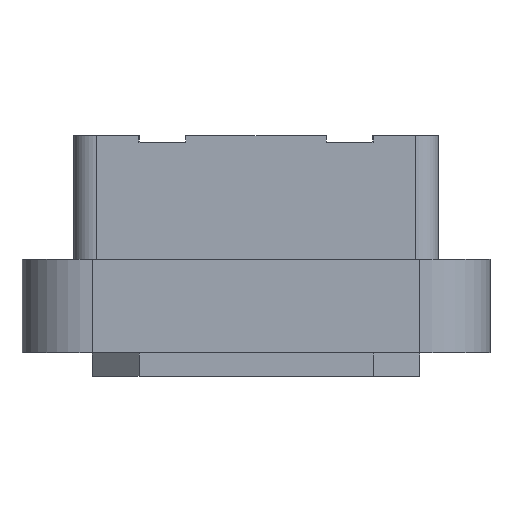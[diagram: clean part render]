
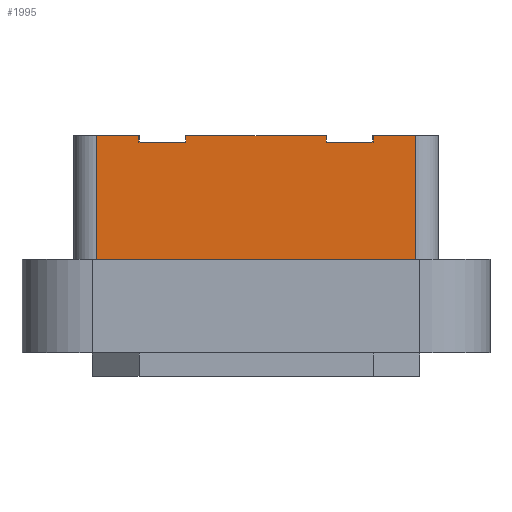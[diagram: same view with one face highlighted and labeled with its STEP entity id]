
A CAD part, left-side view. The second image highlights one B-rep face of the part: STEP entity #1995.
In plain terms, the highlighted planar face has unit normal (-1, 0, 0).
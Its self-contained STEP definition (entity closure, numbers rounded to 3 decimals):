
#625=LINE('',#10506,#1245);
#631=LINE('',#10524,#1251);
#642=LINE('',#10549,#1262);
#657=LINE('',#10587,#1277);
#658=LINE('',#10589,#1278);
#659=LINE('',#10590,#1279);
#660=LINE('',#10592,#1280);
#661=LINE('',#10594,#1281);
#662=LINE('',#10596,#1282);
#663=LINE('',#10598,#1283);
#664=LINE('',#10600,#1284);
#665=LINE('',#10602,#1285);
#1245=VECTOR('',#8237,1.);
#1251=VECTOR('',#8251,1.);
#1262=VECTOR('',#8270,1.);
#1277=VECTOR('',#8301,1.);
#1278=VECTOR('',#8302,1.);
#1279=VECTOR('',#8303,1.);
#1280=VECTOR('',#8304,1.);
#1281=VECTOR('',#8305,1.);
#1282=VECTOR('',#8306,1.);
#1283=VECTOR('',#8307,1.);
#1284=VECTOR('',#8308,1.);
#1285=VECTOR('',#8309,1.);
#1995=ADVANCED_FACE('',(#2581),#2314,.T.);
#2314=PLANE('',#7070);
#2581=FACE_OUTER_BOUND('',#2964,.T.);
#2964=EDGE_LOOP('',(#4134,#4135,#4136,#4137,#4138,#4139,#4140,#4141,#4142,
#4143,#4144,#4145));
#4134=ORIENTED_EDGE('',*,*,#6173,.T.);
#4135=ORIENTED_EDGE('',*,*,#6193,.F.);
#4136=ORIENTED_EDGE('',*,*,#6194,.F.);
#4137=ORIENTED_EDGE('',*,*,#6161,.T.);
#4138=ORIENTED_EDGE('',*,*,#6152,.T.);
#4139=ORIENTED_EDGE('',*,*,#6195,.F.);
#4140=ORIENTED_EDGE('',*,*,#6196,.T.);
#4141=ORIENTED_EDGE('',*,*,#6197,.T.);
#4142=ORIENTED_EDGE('',*,*,#6198,.F.);
#4143=ORIENTED_EDGE('',*,*,#6199,.F.);
#4144=ORIENTED_EDGE('',*,*,#6200,.F.);
#4145=ORIENTED_EDGE('',*,*,#6201,.T.);
#5375=VERTEX_POINT('',#10505);
#5376=VERTEX_POINT('',#10507);
#5384=VERTEX_POINT('',#10525);
#5393=VERTEX_POINT('',#10548);
#5394=VERTEX_POINT('',#10550);
#5409=VERTEX_POINT('',#10588);
#5410=VERTEX_POINT('',#10591);
#5411=VERTEX_POINT('',#10593);
#5412=VERTEX_POINT('',#10595);
#5413=VERTEX_POINT('',#10597);
#5414=VERTEX_POINT('',#10599);
#5415=VERTEX_POINT('',#10601);
#6152=EDGE_CURVE('',#5376,#5375,#625,.T.);
#6161=EDGE_CURVE('',#5384,#5376,#631,.T.);
#6173=EDGE_CURVE('',#5394,#5393,#642,.T.);
#6193=EDGE_CURVE('',#5409,#5393,#657,.T.);
#6194=EDGE_CURVE('',#5384,#5409,#658,.T.);
#6195=EDGE_CURVE('',#5410,#5375,#659,.T.);
#6196=EDGE_CURVE('',#5410,#5411,#660,.T.);
#6197=EDGE_CURVE('',#5411,#5412,#661,.T.);
#6198=EDGE_CURVE('',#5413,#5412,#662,.T.);
#6199=EDGE_CURVE('',#5414,#5413,#663,.T.);
#6200=EDGE_CURVE('',#5415,#5414,#664,.T.);
#6201=EDGE_CURVE('',#5415,#5394,#665,.T.);
#7070=AXIS2_PLACEMENT_3D('',#10603,#8310,#8311);
#8237=DIRECTION('',(0.,-1.,0.));
#8251=DIRECTION('',(0.,0.,-1.));
#8270=DIRECTION('',(0.,1.,0.));
#8301=DIRECTION('',(0.,0.,-1.));
#8302=DIRECTION('',(0.,-1.,0.));
#8303=DIRECTION('',(0.,0.,-1.));
#8304=DIRECTION('',(0.,1.,0.));
#8305=DIRECTION('',(0.,0.,-1.));
#8306=DIRECTION('',(0.,-1.,0.));
#8307=DIRECTION('',(0.,0.,-1.));
#8308=DIRECTION('',(0.,-1.,0.));
#8309=DIRECTION('',(0.,0.,-1.));
#8310=DIRECTION('',(-1.,0.,0.));
#8311=DIRECTION('',(0.,1.,0.));
#10505=CARTESIAN_POINT('',(-105.001,-34.003,-5.001));
#10506=CARTESIAN_POINT('',(-105.,-10.497,-5.));
#10507=CARTESIAN_POINT('',(-104.999,34.003,-4.999));
#10524=CARTESIAN_POINT('',(-104.999,34.003,-4.999));
#10525=CARTESIAN_POINT('',(-104.999,34.002,26.44));
#10548=CARTESIAN_POINT('',(-104.999,25.,25.04));
#10549=CARTESIAN_POINT('',(-104.999,26.91,25.04));
#10550=CARTESIAN_POINT('',(-105.,15.,25.04));
#10587=CARTESIAN_POINT('',(-104.999,25.,26.44));
#10588=CARTESIAN_POINT('',(-104.999,25.,26.44));
#10589=CARTESIAN_POINT('',(-104.995,148.499,26.44));
#10590=CARTESIAN_POINT('',(-105.001,-34.002,26.443));
#10591=CARTESIAN_POINT('',(-105.001,-34.002,26.44));
#10592=CARTESIAN_POINT('',(-104.999,26.91,26.44));
#10593=CARTESIAN_POINT('',(-105.001,-25.,26.44));
#10594=CARTESIAN_POINT('',(-105.001,-25.,26.44));
#10595=CARTESIAN_POINT('',(-105.001,-25.,25.04));
#10596=CARTESIAN_POINT('',(-105.002,-80.338,25.04));
#10597=CARTESIAN_POINT('',(-105.,-15.,25.04));
#10598=CARTESIAN_POINT('',(-105.,-15.,26.44));
#10599=CARTESIAN_POINT('',(-105.,-15.,26.44));
#10600=CARTESIAN_POINT('',(-104.995,148.499,26.44));
#10601=CARTESIAN_POINT('',(-105.,15.,26.44));
#10602=CARTESIAN_POINT('',(-105.,15.,25.58));
#10603=CARTESIAN_POINT('',(-104.999,26.91,26.44));
